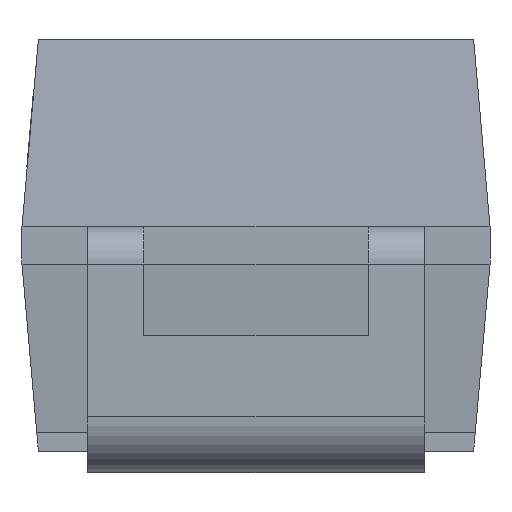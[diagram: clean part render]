
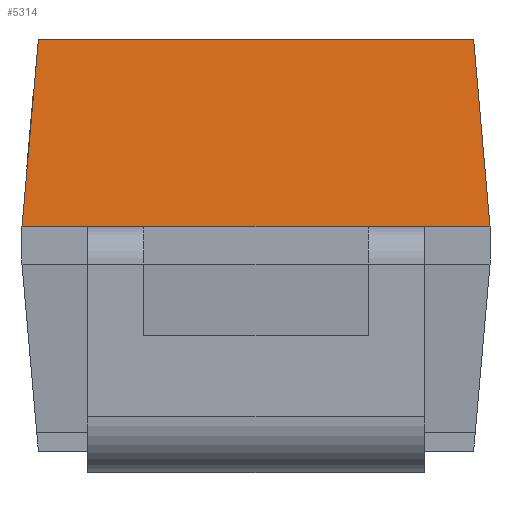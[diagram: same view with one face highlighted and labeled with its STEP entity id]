
A CAD part, left-side view. The second image highlights one B-rep face of the part: STEP entity #5314.
In plain terms, the highlighted planar face has unit normal (-0.996, 0, 0.087).
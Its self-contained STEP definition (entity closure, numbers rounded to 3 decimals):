
#225 = EDGE_CURVE ( 'NONE', #8836, #1392, #9377, .T. ) ;
#273 = ORIENTED_EDGE ( 'NONE', *, *, #225, .F. ) ;
#658 = CARTESIAN_POINT ( 'NONE',  ( -0.856, 0., 0.55 ) ) ;
#678 = VERTEX_POINT ( 'NONE', #13362 ) ;
#1025 = CARTESIAN_POINT ( 'NONE',  ( -0.856, -0.581, 0.55 ) ) ;
#1253 = ORIENTED_EDGE ( 'NONE', *, *, #1783, .F. ) ;
#1339 = EDGE_CURVE ( 'NONE', #10626, #7013, #7438, .T. ) ;
#1392 = VERTEX_POINT ( 'NONE', #7357 ) ;
#1443 = VECTOR ( 'NONE', #2192, 1000. ) ;
#1761 = CARTESIAN_POINT ( 'NONE',  ( -0.9, -0.45, 0.05 ) ) ;
#1763 = DIRECTION ( 'NONE',  ( 0., -1., 0. ) ) ;
#1768 = DIRECTION ( 'NONE',  ( 0., 1., 0. ) ) ;
#1783 = EDGE_CURVE ( 'NONE', #678, #10626, #7121, .T. ) ;
#1907 = FACE_OUTER_BOUND ( 'NONE', #12563, .T. ) ;
#2004 = ORIENTED_EDGE ( 'NONE', *, *, #12893, .F. ) ;
#2192 = DIRECTION ( 'NONE',  ( 0., 1., 0. ) ) ;
#2193 = DIRECTION ( 'NONE',  ( -0.087, -0.087, -0.992 ) ) ;
#2282 = CARTESIAN_POINT ( 'NONE',  ( -0.9, -0.625, 0.05 ) ) ;
#2607 = CARTESIAN_POINT ( 'NONE',  ( -0.856, -0.625, 0.55 ) ) ;
#2798 = ORIENTED_EDGE ( 'NONE', *, *, #1339, .F. ) ;
#3003 = PLANE ( 'NONE',  #8703 ) ;
#3136 = DIRECTION ( 'NONE',  ( -0.996, 0., 0.087 ) ) ;
#3471 = LINE ( 'NONE', #5681, #11213 ) ;
#3648 = VECTOR ( 'NONE', #2193, 1000. ) ;
#3681 = EDGE_CURVE ( 'NONE', #678, #4715, #3471, .T. ) ;
#3931 = LINE ( 'NONE', #1761, #11021 ) ;
#4006 = VECTOR ( 'NONE', #8566, 1000. ) ;
#4026 = VERTEX_POINT ( 'NONE', #10598 ) ;
#4123 = VECTOR ( 'NONE', #1768, 1000. ) ;
#4244 = CARTESIAN_POINT ( 'NONE',  ( -0.9, 0.625, 0.05 ) ) ;
#4520 = EDGE_CURVE ( 'NONE', #1392, #4715, #12692, .T. ) ;
#4617 = DIRECTION ( 'NONE',  ( -0.087, 0.087, -0.992 ) ) ;
#4715 = VERTEX_POINT ( 'NONE', #12266 ) ;
#4827 = CARTESIAN_POINT ( 'NONE',  ( -0.9, 0.3, 0.05 ) ) ;
#4946 = LINE ( 'NONE', #11201, #9762 ) ;
#5314 = ADVANCED_FACE ( 'NONE', ( #1907 ), #3003, .T. ) ;
#5681 = CARTESIAN_POINT ( 'NONE',  ( -0.85, 0.575, 0.624 ) ) ;
#6262 = DIRECTION ( 'NONE',  ( 0., 1., 0. ) ) ;
#6939 = VECTOR ( 'NONE', #1763, 1000. ) ;
#7013 = VERTEX_POINT ( 'NONE', #2282 ) ;
#7121 = LINE ( 'NONE', #2607, #6939 ) ;
#7266 = CARTESIAN_POINT ( 'NONE',  ( -0.9, -0.45, 0.05 ) ) ;
#7357 = CARTESIAN_POINT ( 'NONE',  ( -0.9, 0.45, 0.05 ) ) ;
#7438 = LINE ( 'NONE', #10855, #3648 ) ;
#8566 = DIRECTION ( 'NONE',  ( 0., 1., 0. ) ) ;
#8622 = LINE ( 'NONE', #11882, #1443 ) ;
#8703 = AXIS2_PLACEMENT_3D ( 'NONE', #658, #3136, #6262 ) ;
#8836 = VERTEX_POINT ( 'NONE', #4827 ) ;
#9169 = EDGE_CURVE ( 'NONE', #7013, #9370, #4946, .T. ) ;
#9259 = DIRECTION ( 'NONE',  ( 0., 1., 0. ) ) ;
#9312 = EDGE_CURVE ( 'NONE', #9370, #4026, #8622, .T. ) ;
#9370 = VERTEX_POINT ( 'NONE', #9808 ) ;
#9377 = LINE ( 'NONE', #7266, #4123 ) ;
#9762 = VECTOR ( 'NONE', #9259, 1000. ) ;
#9808 = CARTESIAN_POINT ( 'NONE',  ( -0.9, -0.45, 0.05 ) ) ;
#10107 = ORIENTED_EDGE ( 'NONE', *, *, #9169, .F. ) ;
#10250 = ORIENTED_EDGE ( 'NONE', *, *, #4520, .F. ) ;
#10598 = CARTESIAN_POINT ( 'NONE',  ( -0.9, -0.3, 0.05 ) ) ;
#10626 = VERTEX_POINT ( 'NONE', #1025 ) ;
#10855 = CARTESIAN_POINT ( 'NONE',  ( -0.852, -0.577, 0.6 ) ) ;
#11021 = VECTOR ( 'NONE', #13674, 1000. ) ;
#11201 = CARTESIAN_POINT ( 'NONE',  ( -0.9, 0.625, 0.05 ) ) ;
#11213 = VECTOR ( 'NONE', #4617, 1000. ) ;
#11579 = ORIENTED_EDGE ( 'NONE', *, *, #9312, .F. ) ;
#11882 = CARTESIAN_POINT ( 'NONE',  ( -0.9, -0.45, 0.05 ) ) ;
#11929 = ORIENTED_EDGE ( 'NONE', *, *, #3681, .T. ) ;
#12266 = CARTESIAN_POINT ( 'NONE',  ( -0.9, 0.625, 0.05 ) ) ;
#12563 = EDGE_LOOP ( 'NONE', ( #11929, #10250, #273, #2004, #11579, #10107, #2798, #1253 ) ) ;
#12692 = LINE ( 'NONE', #4244, #4006 ) ;
#12893 = EDGE_CURVE ( 'NONE', #4026, #8836, #3931, .T. ) ;
#13362 = CARTESIAN_POINT ( 'NONE',  ( -0.856, 0.581, 0.55 ) ) ;
#13674 = DIRECTION ( 'NONE',  ( 0., 1., 0. ) ) ;
